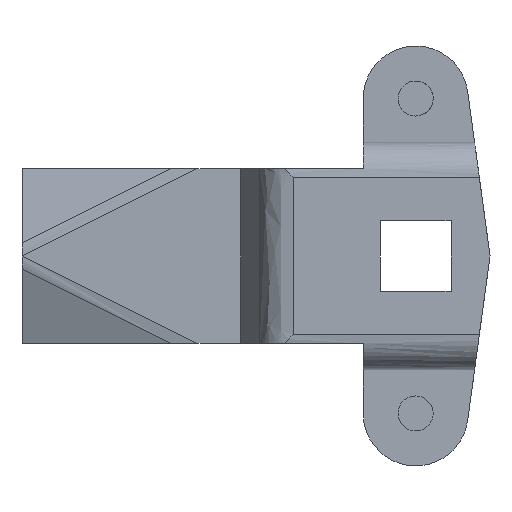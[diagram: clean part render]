
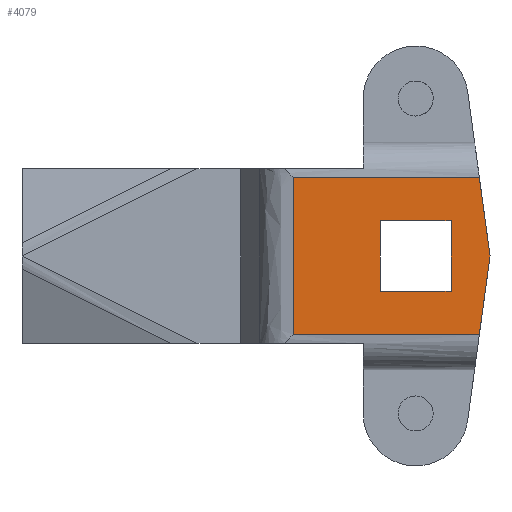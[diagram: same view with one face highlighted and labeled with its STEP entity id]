
A CAD part, front view. The second image highlights one B-rep face of the part: STEP entity #4079.
In plain terms, the highlighted free-form (B-spline) face has degree [1, 1] with [2, 2] control points.
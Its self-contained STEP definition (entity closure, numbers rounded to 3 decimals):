
#3254=CARTESIAN_POINT('',(-14.,0.0,9.));
#3255=VERTEX_POINT('',#3254);
#3271=CARTESIAN_POINT('',(7.278,0.0,9.));
#3272=VERTEX_POINT('',#3271);
#3273=CARTESIAN_POINT('',(7.278,0.0,9.));
#3274=CARTESIAN_POINT('',(-14.,0.0,9.));
#3275=QUASI_UNIFORM_CURVE('',1,(#3273,#3274),.UNSPECIFIED.,.F.,.U.);
#3276=EDGE_CURVE('',#3272,#3255,#3275,.T.);
#3361=CARTESIAN_POINT('',(7.278,0.0,-9.));
#3362=VERTEX_POINT('',#3361);
#3378=CARTESIAN_POINT('',(-14.,0.0,-9.));
#3379=VERTEX_POINT('',#3378);
#3380=CARTESIAN_POINT('',(-14.,0.0,-9.));
#3381=CARTESIAN_POINT('',(7.278,0.0,-9.));
#3382=QUASI_UNIFORM_CURVE('',1,(#3380,#3381),.UNSPECIFIED.,.F.,.U.);
#3383=EDGE_CURVE('',#3379,#3362,#3382,.T.);
#3438=CARTESIAN_POINT('',(-14.,0.0,9.));
#3439=CARTESIAN_POINT('',(-14.,0.0,-9.));
#3440=QUASI_UNIFORM_CURVE('',1,(#3438,#3439),.UNSPECIFIED.,.F.,.U.);
#3441=EDGE_CURVE('',#3255,#3379,#3440,.T.);
#3610=CARTESIAN_POINT('',(-4.05,0.0,-4.05));
#3611=VERTEX_POINT('',#3610);
#3612=CARTESIAN_POINT('',(4.05,0.0,-4.05));
#3613=VERTEX_POINT('',#3612);
#3614=CARTESIAN_POINT('',(-4.05,0.0,-4.05));
#3615=CARTESIAN_POINT('',(4.05,0.0,-4.05));
#3616=QUASI_UNIFORM_CURVE('',1,(#3614,#3615),.UNSPECIFIED.,.F.,.U.);
#3617=EDGE_CURVE('',#3611,#3613,#3616,.T.);
#3646=CARTESIAN_POINT('',(-4.05,0.0,4.05));
#3647=VERTEX_POINT('',#3646);
#3648=CARTESIAN_POINT('',(-4.05,0.0,4.05));
#3649=CARTESIAN_POINT('',(-4.05,0.0,-4.05));
#3650=QUASI_UNIFORM_CURVE('',1,(#3648,#3649),.UNSPECIFIED.,.F.,.U.);
#3651=EDGE_CURVE('',#3647,#3611,#3650,.T.);
#3674=CARTESIAN_POINT('',(4.05,0.0,4.05));
#3675=VERTEX_POINT('',#3674);
#3676=CARTESIAN_POINT('',(4.05,0.0,4.05));
#3677=CARTESIAN_POINT('',(-4.05,0.0,4.05));
#3678=QUASI_UNIFORM_CURVE('',1,(#3676,#3677),.UNSPECIFIED.,.F.,.U.);
#3679=EDGE_CURVE('',#3675,#3647,#3678,.T.);
#3702=CARTESIAN_POINT('',(4.05,0.0,-4.05));
#3703=CARTESIAN_POINT('',(4.05,0.0,4.05));
#3704=QUASI_UNIFORM_CURVE('',1,(#3702,#3703),.UNSPECIFIED.,.F.,.U.);
#3705=EDGE_CURVE('',#3613,#3675,#3704,.T.);
#3851=CARTESIAN_POINT('',(8.5,0.0,0.));
#3852=VERTEX_POINT('',#3851);
#3858=CARTESIAN_POINT('',(8.5,0.0,0.));
#3859=CARTESIAN_POINT('',(7.278,0.0,-9.));
#3860=QUASI_UNIFORM_CURVE('',1,(#3858,#3859),.UNSPECIFIED.,.F.,.U.);
#3861=EDGE_CURVE('',#3852,#3362,#3860,.T.);
#3974=CARTESIAN_POINT('',(7.278,0.0,9.));
#3975=CARTESIAN_POINT('',(8.5,0.0,0.));
#3976=QUASI_UNIFORM_CURVE('',1,(#3974,#3975),.UNSPECIFIED.,.F.,.U.);
#3977=EDGE_CURVE('',#3272,#3852,#3976,.T.);
#4061=CARTESIAN_POINT('',(-15.124,0.0,9.899));
#4062=CARTESIAN_POINT('',(-15.124,0.0,-9.899));
#4063=CARTESIAN_POINT('',(9.624,0.0,9.899));
#4064=CARTESIAN_POINT('',(9.624,0.0,-9.899));
#4065=B_SPLINE_SURFACE_WITH_KNOTS('',1,1,((#4061,#4063),(#4062,#4064)),.UNSPECIFIED.,.F.,.F.,.U.,(2,2),(2,2),(0.0,19.798),(0.0,24.748),.UNSPECIFIED.);
#4066=ORIENTED_EDGE('',*,*,#3441,.T.);
#4067=ORIENTED_EDGE('',*,*,#3383,.T.);
#4068=ORIENTED_EDGE('',*,*,#3861,.F.);
#4069=ORIENTED_EDGE('',*,*,#3977,.F.);
#4070=ORIENTED_EDGE('',*,*,#3276,.T.);
#4071=EDGE_LOOP('',(#4066,#4067,#4068,#4069,#4070));
#4072=FACE_OUTER_BOUND('',#4071,.T.);
#4073=ORIENTED_EDGE('',*,*,#3705,.F.);
#4074=ORIENTED_EDGE('',*,*,#3617,.F.);
#4075=ORIENTED_EDGE('',*,*,#3651,.F.);
#4076=ORIENTED_EDGE('',*,*,#3679,.F.);
#4077=EDGE_LOOP('',(#4073,#4074,#4075,#4076));
#4078=FACE_BOUND('',#4077,.T.);
#4079=ADVANCED_FACE('',(#4072,#4078),#4065,.T.);
